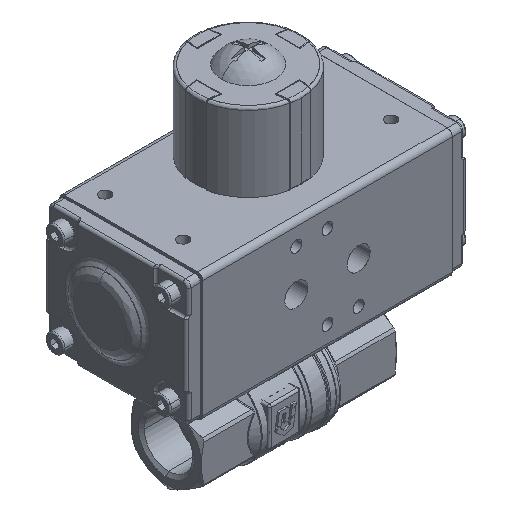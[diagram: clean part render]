
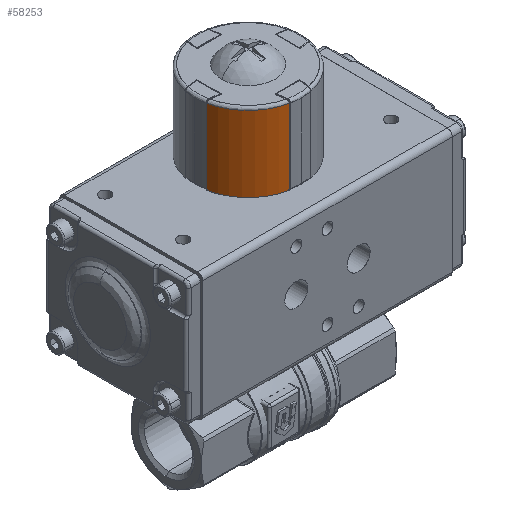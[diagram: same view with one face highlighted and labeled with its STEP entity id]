
A CAD part, isometric view. The second image highlights one B-rep face of the part: STEP entity #58253.
In plain terms, the highlighted cylindrical face has radius 20.5 mm (diameter 41 mm), a partial arc.
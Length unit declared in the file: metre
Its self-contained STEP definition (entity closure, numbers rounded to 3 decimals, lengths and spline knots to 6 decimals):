
#2610 = VERTEX_POINT ( 'NONE', #58016 ) ;
#4560 = DIRECTION ( 'NONE',  ( 0., 0., -1. ) ) ;
#5217 = CIRCLE ( 'NONE', #31655, 0.0205 ) ;
#9570 = DIRECTION ( 'NONE',  ( 0., 0., -1. ) ) ;
#13732 = DIRECTION ( 'NONE',  ( 0., 0., 1. ) ) ;
#16341 = EDGE_LOOP ( 'NONE', ( #48636, #73900, #86881, #86400 ) ) ;
#19111 = EDGE_CURVE ( 'NONE', #55852, #53391, #90166, .T. ) ;
#20101 = EDGE_CURVE ( 'NONE', #53391, #2610, #5217, .T. ) ;
#27546 = LINE ( 'NONE', #76825, #87343 ) ;
#31652 = VECTOR ( 'NONE', #62522, 1. ) ;
#31655 = AXIS2_PLACEMENT_3D ( 'NONE', #36065, #57303, #50360 ) ;
#32610 = DIRECTION ( 'NONE',  ( -1., 0., 0. ) ) ;
#34904 = VERTEX_POINT ( 'NONE', #85819 ) ;
#36065 = CARTESIAN_POINT ( 'NONE',  ( -0.015555, -0.003848, 0.146411 ) ) ;
#48636 = ORIENTED_EDGE ( 'NONE', *, *, #19111, .T. ) ;
#49680 = AXIS2_PLACEMENT_3D ( 'NONE', #67595, #4560, #32610 ) ;
#50360 = DIRECTION ( 'NONE',  ( -1., 0., 0. ) ) ;
#51470 = CARTESIAN_POINT ( 'NONE',  ( -0.015555, -0.003848, 0.176411 ) ) ;
#53391 = VERTEX_POINT ( 'NONE', #60683 ) ;
#55852 = VERTEX_POINT ( 'NONE', #82853 ) ;
#57303 = DIRECTION ( 'NONE',  ( 0., 0., 1. ) ) ;
#57587 = AXIS2_PLACEMENT_3D ( 'NONE', #51470, #9570, #65740 ) ;
#58016 = CARTESIAN_POINT ( 'NONE',  ( -0.019605, -0.023944, 0.146411 ) ) ;
#58253 = ADVANCED_FACE ( 'NONE', ( #86040 ), #80468, .T. ) ;
#60683 = CARTESIAN_POINT ( 'NONE',  ( -0.035651, -0.007898, 0.146411 ) ) ;
#62153 = EDGE_CURVE ( 'NONE', #2610, #34904, #27546, .T. ) ;
#62522 = DIRECTION ( 'NONE',  ( 0., 0., -1. ) ) ;
#65740 = DIRECTION ( 'NONE',  ( -1., 0., 0. ) ) ;
#66065 = EDGE_CURVE ( 'NONE', #34904, #55852, #90862, .T. ) ;
#67595 = CARTESIAN_POINT ( 'NONE',  ( -0.015555, -0.003848, 0.175411 ) ) ;
#68481 = CARTESIAN_POINT ( 'NONE',  ( -0.035651, -0.007898, 0.176411 ) ) ;
#73900 = ORIENTED_EDGE ( 'NONE', *, *, #20101, .T. ) ;
#76825 = CARTESIAN_POINT ( 'NONE',  ( -0.019605, -0.023944, 0.176411 ) ) ;
#80468 = CYLINDRICAL_SURFACE ( 'NONE', #57587, 0.0205 ) ;
#82853 = CARTESIAN_POINT ( 'NONE',  ( -0.035651, -0.007898, 0.175411 ) ) ;
#85819 = CARTESIAN_POINT ( 'NONE',  ( -0.019605, -0.023944, 0.175411 ) ) ;
#86040 = FACE_OUTER_BOUND ( 'NONE', #16341, .T. ) ;
#86400 = ORIENTED_EDGE ( 'NONE', *, *, #66065, .T. ) ;
#86881 = ORIENTED_EDGE ( 'NONE', *, *, #62153, .T. ) ;
#87343 = VECTOR ( 'NONE', #13732, 1. ) ;
#90166 = LINE ( 'NONE', #68481, #31652 ) ;
#90862 = CIRCLE ( 'NONE', #49680, 0.0205 ) ;
